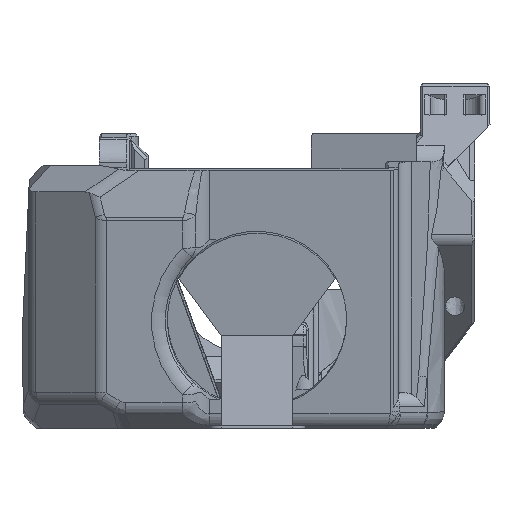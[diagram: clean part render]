
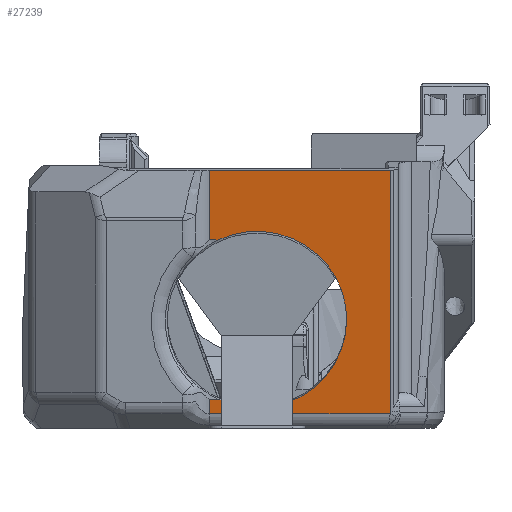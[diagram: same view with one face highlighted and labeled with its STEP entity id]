
A CAD part, left-side view. The second image highlights one B-rep face of the part: STEP entity #27239.
In plain terms, the highlighted planar face has unit normal (-0.985, 0, -0.174).
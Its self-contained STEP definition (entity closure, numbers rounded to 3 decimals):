
#610=ELLIPSE('',#29419,1.92,1.);
#1153=B_SPLINE_CURVE_WITH_KNOTS('',3,(#46897,#46898,#46899,#46900),
 .UNSPECIFIED.,.F.,.F.,(4,4),(0.,0.001),.UNSPECIFIED.);
#1160=B_SPLINE_CURVE_WITH_KNOTS('',3,(#47044,#47045,#47046,#47047),
 .UNSPECIFIED.,.F.,.F.,(4,4),(0.,0.001),.UNSPECIFIED.);
#2035=CIRCLE('',#29420,14.);
#6923=ORIENTED_EDGE('',*,*,#13414,.T.);
#6924=ORIENTED_EDGE('',*,*,#13478,.T.);
#6925=ORIENTED_EDGE('',*,*,#13476,.F.);
#6926=ORIENTED_EDGE('',*,*,#13479,.F.);
#6927=ORIENTED_EDGE('',*,*,#13480,.T.);
#6928=ORIENTED_EDGE('',*,*,#13481,.T.);
#6929=ORIENTED_EDGE('',*,*,#13482,.T.);
#6930=ORIENTED_EDGE('',*,*,#13417,.T.);
#6931=ORIENTED_EDGE('',*,*,#13415,.T.);
#13414=EDGE_CURVE('',#16791,#16863,#19124,.T.);
#13415=EDGE_CURVE('',#16864,#16791,#19125,.F.);
#13417=EDGE_CURVE('',#16865,#16864,#1153,.T.);
#13476=EDGE_CURVE('',#16905,#16906,#19168,.F.);
#13478=EDGE_CURVE('',#16863,#16906,#610,.F.);
#13479=EDGE_CURVE('',#16907,#16905,#19169,.T.);
#13480=EDGE_CURVE('',#16907,#16908,#19170,.F.);
#13481=EDGE_CURVE('',#16908,#16909,#1160,.F.);
#13482=EDGE_CURVE('',#16909,#16865,#2035,.T.);
#16791=VERTEX_POINT('',#46607);
#16863=VERTEX_POINT('',#46864);
#16864=VERTEX_POINT('',#46868);
#16865=VERTEX_POINT('',#46901);
#16905=VERTEX_POINT('',#47034);
#16906=VERTEX_POINT('',#47036);
#16907=VERTEX_POINT('',#47041);
#16908=VERTEX_POINT('',#47043);
#16909=VERTEX_POINT('',#47048);
#19124=LINE('',#46865,#21423);
#19125=LINE('',#46867,#21424);
#19168=LINE('',#47035,#21467);
#19169=LINE('',#47040,#21468);
#19170=LINE('',#47042,#21469);
#21423=VECTOR('',#34385,1000.);
#21424=VECTOR('',#34388,1000.);
#21467=VECTOR('',#34481,1000.);
#21468=VECTOR('',#34488,1000.);
#21469=VECTOR('',#34489,1000.);
#23090=EDGE_LOOP('',(#6923,#6924,#6925,#6926,#6927,#6928,#6929,#6930,#6931));
#24785=FACE_BOUND('',#23090,.T.);
#26103=PLANE('',#29418);
#27239=ADVANCED_FACE('',(#24785),#26103,.F.);
#29418=AXIS2_PLACEMENT_3D('',#47038,#34484,#34485);
#29419=AXIS2_PLACEMENT_3D('',#47039,#34486,#34487);
#29420=AXIS2_PLACEMENT_3D('',#47049,#34490,#34491);
#34385=DIRECTION('',(0.,-1.,0.));
#34388=DIRECTION('',(-0.174,0.,0.985));
#34481=DIRECTION('',(-0.174,0.,0.985));
#34484=DIRECTION('',(0.985,0.,0.174));
#34485=DIRECTION('',(-0.174,0.,0.985));
#34486=DIRECTION('',(0.985,0.,0.174));
#34487=DIRECTION('',(0.126,-0.686,-0.716));
#34488=DIRECTION('',(0.,-1.,0.));
#34489=DIRECTION('',(-0.174,0.,0.985));
#34490=DIRECTION('',(0.985,0.,0.174));
#34491=DIRECTION('',(-0.174,0.,0.985));
#46607=CARTESIAN_POINT('',(-27.864,12.27,2.262));
#46864=CARTESIAN_POINT('',(-27.864,-15.951,2.262));
#46865=CARTESIAN_POINT('',(-27.864,-14.655,2.262));
#46867=CARTESIAN_POINT('',(-31.185,12.27,21.099));
#46868=CARTESIAN_POINT('',(-28.255,12.27,4.482));
#46897=CARTESIAN_POINT('',(-28.27,10.952,4.562));
#46898=CARTESIAN_POINT('',(-28.27,11.393,4.564));
#46899=CARTESIAN_POINT('',(-28.265,11.833,4.537));
#46900=CARTESIAN_POINT('',(-28.255,12.27,4.482));
#46901=CARTESIAN_POINT('',(-28.27,10.952,4.562));
#47034=CARTESIAN_POINT('',(-34.572,-16.002,40.304));
#47035=CARTESIAN_POINT('',(-7.663,-16.002,-112.301));
#47036=CARTESIAN_POINT('',(-27.916,-16.002,2.558));
#47038=CARTESIAN_POINT('',(-31.185,24.853,21.099));
#47039=CARTESIAN_POINT('',(-28.071,-14.497,3.435));
#47040=CARTESIAN_POINT('',(-34.572,24.853,40.304));
#47041=CARTESIAN_POINT('',(-34.572,12.27,40.304));
#47042=CARTESIAN_POINT('',(-31.185,12.27,21.099));
#47043=CARTESIAN_POINT('',(-32.66,12.27,29.463));
#47044=CARTESIAN_POINT('',(-32.646,10.952,29.383));
#47045=CARTESIAN_POINT('',(-32.646,11.393,29.381));
#47046=CARTESIAN_POINT('',(-32.651,11.833,29.409));
#47047=CARTESIAN_POINT('',(-32.66,12.27,29.463));
#47048=CARTESIAN_POINT('',(-32.646,10.952,29.383));
#47049=CARTESIAN_POINT('',(-30.458,4.853,16.973));
